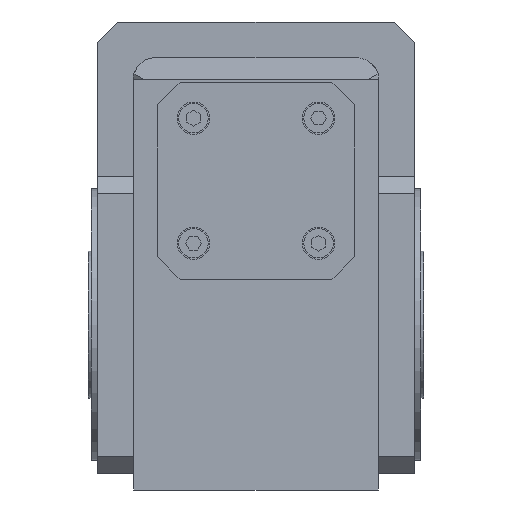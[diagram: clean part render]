
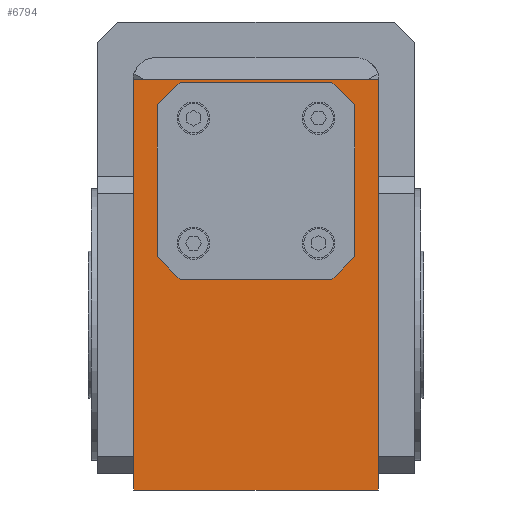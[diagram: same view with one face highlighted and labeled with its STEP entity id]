
A CAD part, left-side view. The second image highlights one B-rep face of the part: STEP entity #6794.
In plain terms, the highlighted planar face has unit normal (-1, 0, 0).
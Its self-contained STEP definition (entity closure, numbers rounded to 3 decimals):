
#78=LINE('',#9310,#535);
#81=LINE('',#9320,#538);
#84=LINE('',#9330,#541);
#85=LINE('',#9331,#542);
#535=VECTOR('',#7778,1000.);
#538=VECTOR('',#7787,1000.);
#541=VECTOR('',#7796,1000.);
#542=VECTOR('',#7797,1000.);
#991=PLANE('',#7185);
#1374=ORIENTED_EDGE('',*,*,#2696,.T.);
#1375=ORIENTED_EDGE('',*,*,#2692,.T.);
#1376=ORIENTED_EDGE('',*,*,#2697,.T.);
#1377=ORIENTED_EDGE('',*,*,#2687,.T.);
#1378=ORIENTED_EDGE('',*,*,#2698,.T.);
#1379=ORIENTED_EDGE('',*,*,#2699,.T.);
#2687=EDGE_CURVE('',#3361,#3362,#78,.T.);
#2692=EDGE_CURVE('',#3365,#3366,#81,.T.);
#2696=EDGE_CURVE('',#3368,#3368,#3864,.T.);
#2697=EDGE_CURVE('',#3366,#3361,#84,.T.);
#2698=EDGE_CURVE('',#3362,#3365,#85,.T.);
#2699=EDGE_CURVE('',#3369,#3369,#3865,.T.);
#3361=VERTEX_POINT('',#9311);
#3362=VERTEX_POINT('',#9312);
#3365=VERTEX_POINT('',#9321);
#3366=VERTEX_POINT('',#9322);
#3368=VERTEX_POINT('',#9329);
#3369=VERTEX_POINT('',#9333);
#3864=CIRCLE('',#7186,4.);
#3865=CIRCLE('',#7187,20.);
#4074=EDGE_LOOP('',(#1374));
#4075=EDGE_LOOP('',(#1375,#1376,#1377,#1378));
#4076=EDGE_LOOP('',(#1379));
#4586=FACE_BOUND('',#4074,.T.);
#4587=FACE_BOUND('',#4075,.T.);
#4588=FACE_BOUND('',#4076,.T.);
#6794=ADVANCED_FACE('',(#4586,#4587,#4588),#991,.T.);
#7185=AXIS2_PLACEMENT_3D('',#9327,#7792,#7793);
#7186=AXIS2_PLACEMENT_3D('',#9328,#7794,#7795);
#7187=AXIS2_PLACEMENT_3D('',#9332,#7798,#7799);
#7778=DIRECTION('',(0.,0.,-1.));
#7787=DIRECTION('',(0.,0.,1.));
#7792=DIRECTION('',(-1.,0.,0.));
#7793=DIRECTION('',(0.,-1.,0.));
#7794=DIRECTION('',(1.,0.,0.));
#7795=DIRECTION('',(0.,-1.,0.));
#7796=DIRECTION('',(0.,1.,0.));
#7797=DIRECTION('',(0.,-1.,0.));
#7798=DIRECTION('',(1.,0.,0.));
#7799=DIRECTION('',(0.,-1.,0.));
#9310=CARTESIAN_POINT('',(-79.,54.,44.435));
#9311=CARTESIAN_POINT('',(-79.,54.,44.435));
#9312=CARTESIAN_POINT('',(-79.,54.,-136.435));
#9320=CARTESIAN_POINT('',(-79.,-54.,-136.435));
#9321=CARTESIAN_POINT('',(-79.,-54.,-136.435));
#9322=CARTESIAN_POINT('',(-79.,-54.,44.435));
#9327=CARTESIAN_POINT('',(-79.,-54.,44.435));
#9328=CARTESIAN_POINT('',(-79.,27.577,27.577));
#9329=CARTESIAN_POINT('',(-79.,23.577,27.577));
#9330=CARTESIAN_POINT('',(-79.,-54.,44.435));
#9331=CARTESIAN_POINT('',(-79.,54.,-136.435));
#9332=CARTESIAN_POINT('',(-79.,0.,0.));
#9333=CARTESIAN_POINT('',(-79.,-20.,0.));
